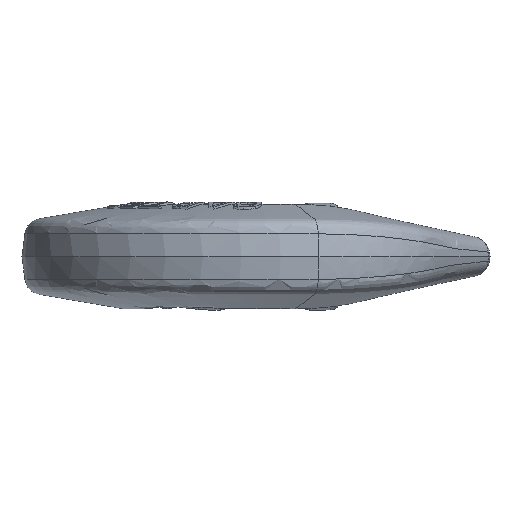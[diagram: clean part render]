
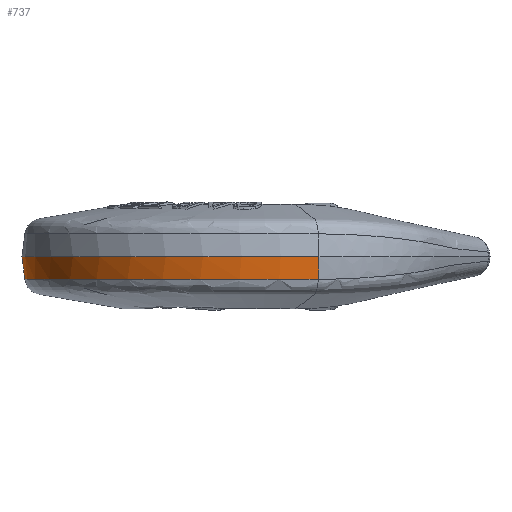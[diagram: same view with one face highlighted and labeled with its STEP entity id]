
A CAD part, front view. The second image highlights one B-rep face of the part: STEP entity #737.
In plain terms, the highlighted conical face has half-angle 7 degrees and reference radius 100.214 mm.
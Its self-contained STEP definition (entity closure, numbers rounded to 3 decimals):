
#737=ADVANCED_FACE('',(#1540),#1541,.T.);
#1540=FACE_OUTER_BOUND('',#24577,.T.);
#1541=CONICAL_SURFACE('',#24578,100.214,0.122);
#24577=EDGE_LOOP('',(#33629,#33630,#33631,#33632));
#24578=AXIS2_PLACEMENT_3D('',#33633,#33634,#33635);
#33629=ORIENTED_EDGE('',*,*,#34240,.T.);
#33630=ORIENTED_EDGE('',*,*,#34685,.F.);
#33631=ORIENTED_EDGE('',*,*,#34998,.F.);
#33632=ORIENTED_EDGE('',*,*,#34269,.T.);
#33633=CARTESIAN_POINT('',(-4.5,-1.0,1.746));
#33634=DIRECTION('',(-0.0,0.,1.0));
#33635=DIRECTION('',(1.0,0.0,0.0));
#34240=EDGE_CURVE('',#35310,#35311,#35312,.T.);
#34269=EDGE_CURVE('',#35362,#35310,#35363,.T.);
#34685=EDGE_CURVE('',#35987,#35311,#35989,.T.);
#34998=EDGE_CURVE('',#35362,#35987,#36439,.T.);
#35310=VERTEX_POINT('',#37243);
#35311=VERTEX_POINT('',#37244);
#35312=LINE('',#37245,#37246);
#35362=VERTEX_POINT('',#37769);
#35363=CIRCLE('',#37770,100.0);
#35987=VERTEX_POINT('',#40507);
#35989=B_SPLINE_CURVE_WITH_KNOTS('',3,(#40509,#40510,#40511,#40512,#40513,#40514,#40515,#40516,#40517,#40518,#40519,#40520,#40521,#40522,#40523,#40524,#40525,#40526,#40527,#40528,#40529,#40530,#40531,#40532,#40533,#40534,#40535,#40536,#40537,#40538,#40539,#40540,#40541,#40542,#40543,#40544,#40545,#40546,#40547,#40548,#40549,#40550,#40551,#40552,#40553,#40554,#40555,#40556,#40557,#40558,#40559,#40560,#40561,#40562,#40563,#40564,#40565,#40566,#40567,#40568,#40569,#40570,#40571,#40572,#40573,#40574,#40575,#40576,#40577,#40578,#40579,#40580,#40581,#40582,#40583,#40584,#40585,#40586,#40587),.UNSPECIFIED.,.F.,.F.,(4,3,3,3,3,3,3,3,3,3,3,3,3,3,3,3,3,3,3,3,3,3,3,3,3,3,4),(0.0,0.031,0.063,0.094,0.125,0.156,0.188,0.219,0.25,0.281,0.313,0.375,0.438,0.5,0.563,0.625,0.688,0.719,0.75,0.781,0.813,0.844,0.875,0.906,0.938,0.969,1.),.UNSPECIFIED.);
#36439=LINE('',#43876,#43877);
#37243=CARTESIAN_POINT('',(-104.5,-1.,0.));
#37244=CARTESIAN_POINT('',(-103.299,-1.,-9.781));
#37245=CARTESIAN_POINT('',(-104.714,-1.,1.746));
#37246=VECTOR('',#45552,1.0);
#37769=CARTESIAN_POINT('',(23.373,-97.037,0.));
#37770=AXIS2_PLACEMENT_3D('',#45578,#45579,#45580);
#40507=CARTESIAN_POINT('',(23.038,-95.884,-9.781));
#40509=CARTESIAN_POINT('',(23.038,-95.884,-9.781));
#40510=CARTESIAN_POINT('',(21.193,-96.419,-9.781));
#40511=CARTESIAN_POINT('',(19.332,-96.901,-9.781));
#40512=CARTESIAN_POINT('',(17.459,-97.328,-9.781));
#40513=CARTESIAN_POINT('',(15.585,-97.755,-9.781));
#40514=CARTESIAN_POINT('',(13.699,-98.127,-9.781));
#40515=CARTESIAN_POINT('',(11.804,-98.444,-9.781));
#40516=CARTESIAN_POINT('',(9.909,-98.762,-9.781));
#40517=CARTESIAN_POINT('',(8.005,-99.023,-9.781));
#40518=CARTESIAN_POINT('',(6.095,-99.229,-9.781));
#40519=CARTESIAN_POINT('',(4.184,-99.435,-9.781));
#40520=CARTESIAN_POINT('',(2.268,-99.586,-9.781));
#40521=CARTESIAN_POINT('',(0.349,-99.68,-9.781));
#40522=CARTESIAN_POINT('',(-1.57,-99.774,-9.781));
#40523=CARTESIAN_POINT('',(-3.492,-99.813,-9.781));
#40524=CARTESIAN_POINT('',(-5.413,-99.795,-9.781));
#40525=CARTESIAN_POINT('',(-7.335,-99.777,-9.781));
#40526=CARTESIAN_POINT('',(-9.255,-99.703,-9.781));
#40527=CARTESIAN_POINT('',(-11.172,-99.574,-9.781));
#40528=CARTESIAN_POINT('',(-13.089,-99.444,-9.781));
#40529=CARTESIAN_POINT('',(-15.003,-99.258,-9.781));
#40530=CARTESIAN_POINT('',(-16.909,-99.017,-9.781));
#40531=CARTESIAN_POINT('',(-18.815,-98.775,-9.781));
#40532=CARTESIAN_POINT('',(-20.714,-98.478,-9.781));
#40533=CARTESIAN_POINT('',(-22.603,-98.126,-9.781));
#40534=CARTESIAN_POINT('',(-24.492,-97.774,-9.781));
#40535=CARTESIAN_POINT('',(-26.37,-97.367,-9.781));
#40536=CARTESIAN_POINT('',(-28.236,-96.906,-9.781));
#40537=CARTESIAN_POINT('',(-30.101,-96.444,-9.781));
#40538=CARTESIAN_POINT('',(-31.952,-95.928,-9.781));
#40539=CARTESIAN_POINT('',(-33.787,-95.358,-9.781));
#40540=CARTESIAN_POINT('',(-37.457,-94.219,-9.781));
#40541=CARTESIAN_POINT('',(-41.061,-92.866,-9.781));
#40542=CARTESIAN_POINT('',(-44.574,-91.307,-9.781));
#40543=CARTESIAN_POINT('',(-48.086,-89.748,-9.781));
#40544=CARTESIAN_POINT('',(-51.507,-87.985,-9.781));
#40545=CARTESIAN_POINT('',(-54.815,-86.028,-9.781));
#40546=CARTESIAN_POINT('',(-58.122,-84.071,-9.781));
#40547=CARTESIAN_POINT('',(-61.315,-81.92,-9.781));
#40548=CARTESIAN_POINT('',(-64.371,-79.592,-9.781));
#40549=CARTESIAN_POINT('',(-67.428,-77.263,-9.781));
#40550=CARTESIAN_POINT('',(-70.349,-74.756,-9.781));
#40551=CARTESIAN_POINT('',(-73.114,-72.087,-9.781));
#40552=CARTESIAN_POINT('',(-75.879,-69.418,-9.781));
#40553=CARTESIAN_POINT('',(-78.488,-66.588,-9.781));
#40554=CARTESIAN_POINT('',(-80.923,-63.616,-9.781));
#40555=CARTESIAN_POINT('',(-83.359,-60.643,-9.781));
#40556=CARTESIAN_POINT('',(-85.621,-57.528,-9.781));
#40557=CARTESIAN_POINT('',(-87.694,-54.293,-9.781));
#40558=CARTESIAN_POINT('',(-88.73,-52.675,-9.781));
#40559=CARTESIAN_POINT('',(-89.719,-51.026,-9.781));
#40560=CARTESIAN_POINT('',(-90.659,-49.351,-9.781));
#40561=CARTESIAN_POINT('',(-91.6,-47.675,-9.781));
#40562=CARTESIAN_POINT('',(-92.491,-45.972,-9.781));
#40563=CARTESIAN_POINT('',(-93.332,-44.245,-9.781));
#40564=CARTESIAN_POINT('',(-94.173,-42.517,-9.781));
#40565=CARTESIAN_POINT('',(-94.964,-40.765,-9.781));
#40566=CARTESIAN_POINT('',(-95.703,-38.991,-9.781));
#40567=CARTESIAN_POINT('',(-96.441,-37.218,-9.781));
#40568=CARTESIAN_POINT('',(-97.129,-35.422,-9.781));
#40569=CARTESIAN_POINT('',(-97.763,-33.609,-9.781));
#40570=CARTESIAN_POINT('',(-98.397,-31.795,-9.781));
#40571=CARTESIAN_POINT('',(-98.978,-29.963,-9.781));
#40572=CARTESIAN_POINT('',(-99.505,-28.115,-9.781));
#40573=CARTESIAN_POINT('',(-100.033,-26.268,-9.781));
#40574=CARTESIAN_POINT('',(-100.506,-24.405,-9.781));
#40575=CARTESIAN_POINT('',(-100.925,-22.529,-9.781));
#40576=CARTESIAN_POINT('',(-101.344,-20.654,-9.781));
#40577=CARTESIAN_POINT('',(-101.708,-18.767,-9.781));
#40578=CARTESIAN_POINT('',(-102.016,-16.87,-9.781));
#40579=CARTESIAN_POINT('',(-102.325,-14.974,-9.781));
#40580=CARTESIAN_POINT('',(-102.578,-13.068,-9.781));
#40581=CARTESIAN_POINT('',(-102.776,-11.157,-9.781));
#40582=CARTESIAN_POINT('',(-102.973,-9.246,-9.781));
#40583=CARTESIAN_POINT('',(-103.115,-7.329,-9.781));
#40584=CARTESIAN_POINT('',(-103.201,-5.409,-9.781));
#40585=CARTESIAN_POINT('',(-103.286,-3.49,-9.781));
#40586=CARTESIAN_POINT('',(-103.316,-1.568,-9.781));
#40587=CARTESIAN_POINT('',(-103.29,0.353,-9.781));
#43876=CARTESIAN_POINT('',(23.373,-97.037,0.0));
#43877=VECTOR('',#45991,10.0);
#45552=DIRECTION('',(0.122,0.,-0.993));
#45578=CARTESIAN_POINT('',(-4.5,-1.0,0.));
#45579=DIRECTION('',(0.0,0.,-1.0));
#45580=DIRECTION('',(0.0,1.0,0.));
#45991=DIRECTION('',(-0.034,0.117,-0.993));
